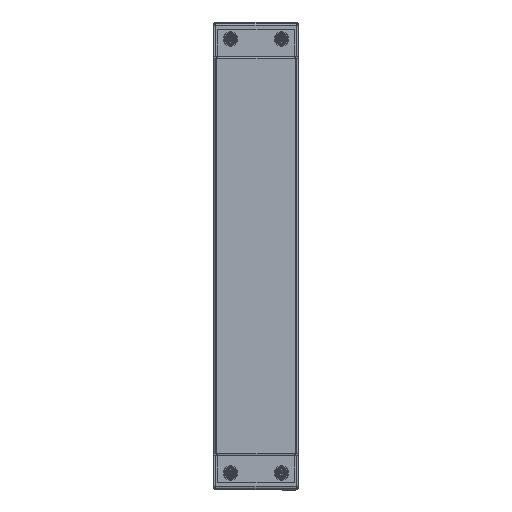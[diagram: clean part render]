
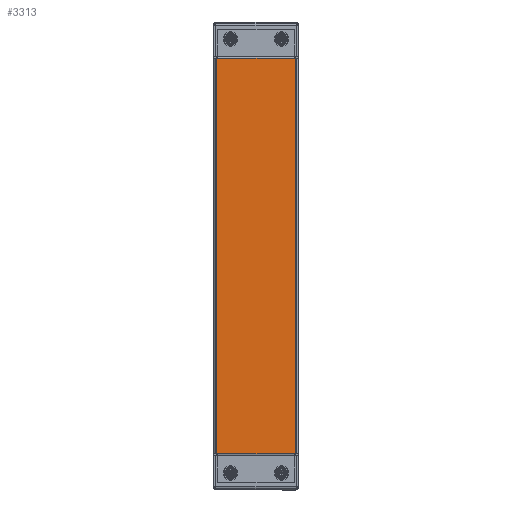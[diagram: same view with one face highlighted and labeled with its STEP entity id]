
A CAD part, left-side view. The second image highlights one B-rep face of the part: STEP entity #3313.
In plain terms, the highlighted face is planar.
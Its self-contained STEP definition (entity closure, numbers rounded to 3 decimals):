
#7 = DIRECTION ( 'NONE',  ( 1., 0., 0. ) ) ;
#74 = CARTESIAN_POINT ( 'NONE',  ( 266., 50., 0. ) ) ;
#156 = VECTOR ( 'NONE', #6777, 1000. ) ;
#269 = DIRECTION ( 'NONE',  ( 0., -1., 0. ) ) ;
#283 = CARTESIAN_POINT ( 'NONE',  ( 232.5, 45.241, 0. ) ) ;
#633 = VERTEX_POINT ( 'NONE', #283 ) ;
#858 = VECTOR ( 'NONE', #7180, 1000. ) ;
#995 = EDGE_CURVE ( 'NONE', #633, #8004, #7194, .T. ) ;
#1506 = LINE ( 'NONE', #6182, #4018 ) ;
#1519 = PLANE ( 'NONE',  #7280 ) ;
#1523 = ORIENTED_EDGE ( 'NONE', *, *, #1716, .F. ) ;
#1539 = LINE ( 'NONE', #5057, #858 ) ;
#1716 = EDGE_CURVE ( 'NONE', #6622, #6023, #1539, .T. ) ;
#1822 = DIRECTION ( 'NONE',  ( -1., 0., 0. ) ) ;
#2044 = CARTESIAN_POINT ( 'NONE',  ( -232.5, 46., 0. ) ) ;
#2056 = DIRECTION ( 'NONE',  ( 0., -1., 0. ) ) ;
#2091 = CARTESIAN_POINT ( 'NONE',  ( 232.5, -45.241, 0. ) ) ;
#2125 = LINE ( 'NONE', #6467, #4306 ) ;
#2128 = DIRECTION ( 'NONE',  ( 0., -1., 0. ) ) ;
#2390 = EDGE_CURVE ( 'NONE', #7883, #3701, #7945, .T. ) ;
#2484 = EDGE_CURVE ( 'NONE', #6622, #3701, #1506, .T. ) ;
#2533 = DIRECTION ( 'NONE',  ( 0., -1., 0. ) ) ;
#2667 = VECTOR ( 'NONE', #1822, 1000. ) ;
#2705 = VERTEX_POINT ( 'NONE', #9284 ) ;
#2713 = CARTESIAN_POINT ( 'NONE',  ( 232.5, -50., 0. ) ) ;
#3002 = LINE ( 'NONE', #7022, #2667 ) ;
#3273 = ORIENTED_EDGE ( 'NONE', *, *, #2390, .F. ) ;
#3303 = CARTESIAN_POINT ( 'NONE',  ( 232.5, 50., 0. ) ) ;
#3313 = ADVANCED_FACE ( 'NONE', ( #8133 ), #1519, .F. ) ;
#3481 = VERTEX_POINT ( 'NONE', #3953 ) ;
#3521 = ORIENTED_EDGE ( 'NONE', *, *, #2484, .T. ) ;
#3701 = VERTEX_POINT ( 'NONE', #4088 ) ;
#3735 = DIRECTION ( 'NONE',  ( 0., 0., -1. ) ) ;
#3745 = CARTESIAN_POINT ( 'NONE',  ( -232.5, -50., 0. ) ) ;
#3953 = CARTESIAN_POINT ( 'NONE',  ( 232.5, -46., 0. ) ) ;
#4018 = VECTOR ( 'NONE', #269, 1000. ) ;
#4070 = ORIENTED_EDGE ( 'NONE', *, *, #995, .F. ) ;
#4088 = CARTESIAN_POINT ( 'NONE',  ( -232.5, -45.241, 0. ) ) ;
#4258 = EDGE_CURVE ( 'NONE', #8004, #3481, #8330, .T. ) ;
#4306 = VECTOR ( 'NONE', #7, 1000. ) ;
#5057 = CARTESIAN_POINT ( 'NONE',  ( -232.5, 50., 0. ) ) ;
#5129 = EDGE_CURVE ( 'NONE', #7883, #3481, #2125, .T. ) ;
#5224 = VECTOR ( 'NONE', #2128, 1000. ) ;
#5362 = CARTESIAN_POINT ( 'NONE',  ( -232.5, 45.241, 0. ) ) ;
#5381 = EDGE_CURVE ( 'NONE', #2705, #633, #7644, .T. ) ;
#6023 = VERTEX_POINT ( 'NONE', #2044 ) ;
#6182 = CARTESIAN_POINT ( 'NONE',  ( -232.5, 50., 0. ) ) ;
#6321 = CARTESIAN_POINT ( 'NONE',  ( -232.5, -46., 0. ) ) ;
#6466 = ORIENTED_EDGE ( 'NONE', *, *, #5129, .T. ) ;
#6467 = CARTESIAN_POINT ( 'NONE',  ( -266., -46., 0. ) ) ;
#6622 = VERTEX_POINT ( 'NONE', #5362 ) ;
#6777 = DIRECTION ( 'NONE',  ( 0., 1., 0. ) ) ;
#7022 = CARTESIAN_POINT ( 'NONE',  ( 266., 46., 0. ) ) ;
#7180 = DIRECTION ( 'NONE',  ( 0., 1., 0. ) ) ;
#7194 = LINE ( 'NONE', #3303, #9062 ) ;
#7264 = ORIENTED_EDGE ( 'NONE', *, *, #5381, .F. ) ;
#7280 = AXIS2_PLACEMENT_3D ( 'NONE', #74, #3735, #9341 ) ;
#7470 = EDGE_LOOP ( 'NONE', ( #4070, #7264, #8195, #1523, #3521, #3273, #6466, #9214 ) ) ;
#7644 = LINE ( 'NONE', #7901, #5224 ) ;
#7724 = EDGE_CURVE ( 'NONE', #2705, #6023, #3002, .T. ) ;
#7790 = VECTOR ( 'NONE', #2056, 1000. ) ;
#7883 = VERTEX_POINT ( 'NONE', #6321 ) ;
#7901 = CARTESIAN_POINT ( 'NONE',  ( 232.5, 50., 0. ) ) ;
#7945 = LINE ( 'NONE', #3745, #156 ) ;
#8004 = VERTEX_POINT ( 'NONE', #2091 ) ;
#8133 = FACE_OUTER_BOUND ( 'NONE', #7470, .T. ) ;
#8195 = ORIENTED_EDGE ( 'NONE', *, *, #7724, .T. ) ;
#8330 = LINE ( 'NONE', #2713, #7790 ) ;
#9062 = VECTOR ( 'NONE', #2533, 1000. ) ;
#9214 = ORIENTED_EDGE ( 'NONE', *, *, #4258, .F. ) ;
#9284 = CARTESIAN_POINT ( 'NONE',  ( 232.5, 46., 0. ) ) ;
#9341 = DIRECTION ( 'NONE',  ( -1., 0., 0. ) ) ;
